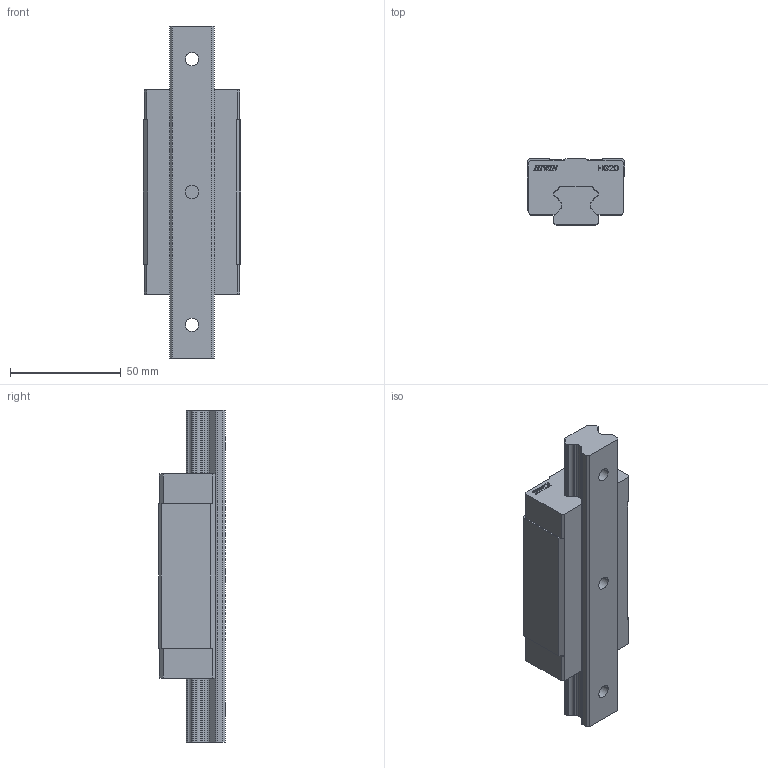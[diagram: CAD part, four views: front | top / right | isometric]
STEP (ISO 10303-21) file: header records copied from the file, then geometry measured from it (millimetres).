
FILE_DESCRIPTION((''),'2;1');
FILE_NAME('HGH20H_ASM','2006-08-29T',('lansro'),(''),'PRO/ENGINEER BY PARAMETRIC TECHNOLOGY CORPORATION, 2004360','PRO/ENGINEER BY PARAMETRIC TECHNOLOGY CORPORATION, 2004360','');
FILE_SCHEMA(('CONFIG_CONTROL_DESIGN'));
Length unit declared in the file: millimetre
Products named in the file (3): HGH20H; HGR20; HGH20H_ASM
Assembly tree (2 placements, depth 2):
  HGH20H_ASM
    HGH20H
    HGR20
Bounding box: 44 x 30 x 150 mm (x, y, z)
Volume: 122641.9 mm3; surface area: 30540.6 mm2
Topology: 2 solids, 2 shells, 436 faces, 1233 edges, 818 vertices
Faces by surface type: plane 310, cylinder 66, extrusion 60
Entity records: 14350 total; most frequent: CARTESIAN_POINT 3040, ORIENTED_EDGE 2466, DIRECTION 2071, EDGE_CURVE 1233, VECTOR 1037, LINE 977, VERTEX_POINT 818, AXIS2_PLACEMENT_3D 517
